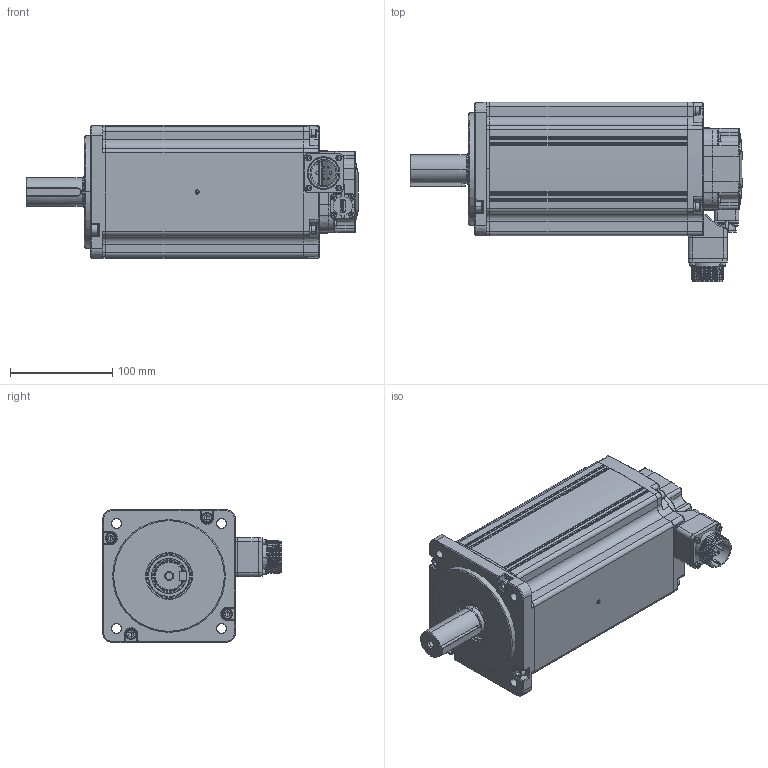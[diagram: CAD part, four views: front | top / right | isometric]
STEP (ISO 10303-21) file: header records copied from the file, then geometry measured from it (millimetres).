
FILE_DESCRIPTION (( 'STEP AP214' ), '1' );
FILE_NAME ('EM3A-50D.STEP', '2021-04-28T07:23:28', ( '' ), ( '' ), 'SwSTEP 2.0', 'SolidWorks 2018', '' );
FILE_SCHEMA (( 'AUTOMOTIVE_DESIGN' ));
Length unit declared in the file: millimetre
Products named in the file (2): EM3A-50D
Bounding box: 324 x 174.95 x 130 mm (x, y, z)
Surface area: 195581.5 mm2 (no closed solid volume)
Topology: 0 solids, 58 shells, 988 faces, 3376 edges, 2375 vertices
Faces by surface type: plane 311, cylinder 294, bspline 152, cone 135, torus 64, sphere 32
Entity records: 54404 total; most frequent: CARTESIAN_POINT 16036, DIRECTION 5533, ORIENTED_EDGE 5434, EDGE_CURVE 3348, VERTEX_POINT 2372, AXIS2_PLACEMENT_3D 2087, VECTOR 1359, LINE 1359
